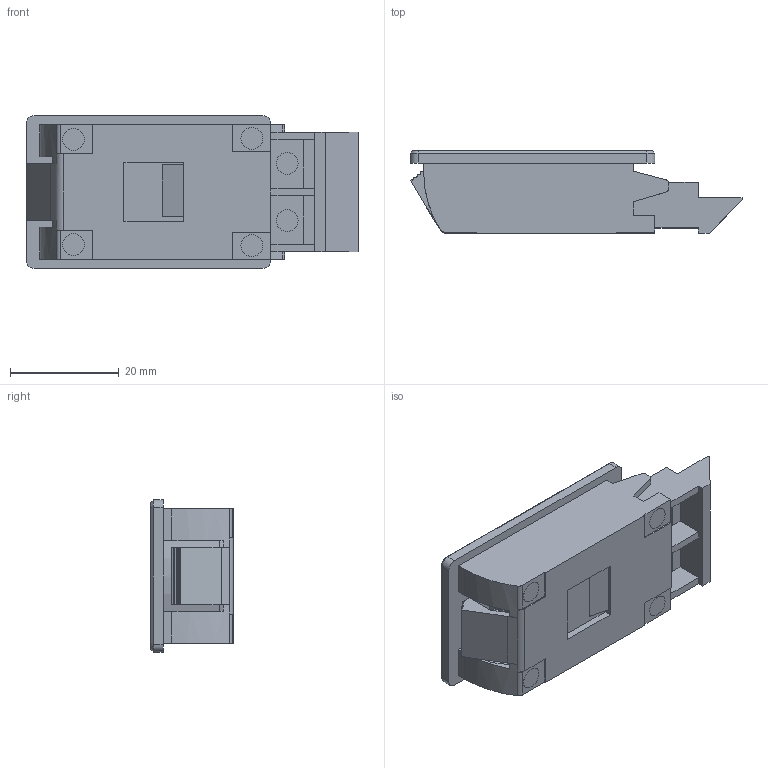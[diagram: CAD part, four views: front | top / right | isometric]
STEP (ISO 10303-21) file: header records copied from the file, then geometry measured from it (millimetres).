
FILE_DESCRIPTION (( 'STEP AP214' ), '1' );
FILE_NAME ('SK4-014H.STEP', '2023-04-06T03:26:51', ( '微软用户' ), ( '微软中国' ), 'SwSTEP 2.0', 'SolidWorks 2020', '' );
FILE_SCHEMA (( 'AUTOMOTIVE_DESIGN' ));
Length unit declared in the file: millimetre
Products named in the file (6): SK4-014B^sk4-014_asm_SK4-014H_SK4-014B_SK4-014H; SK4-014H; TH^sk4-014_asm_SK4-014H_SK4-014B_SK4-014H; sk4-014_asm^SK4-014H_SK4-014B_SK4-014H; SK4-014B^SK4-014H; SK4-014H^SK4-014B_SK4-014H
Assembly tree (5 placements, depth 5):
  SK4-014H
    SK4-014B^SK4-014H
      SK4-014H^SK4-014B_SK4-014H
        sk4-014_asm^SK4-014H_SK4-014B_SK4-014H
          SK4-014B^sk4-014_asm_SK4-014H_SK4-014B_SK4-014H
          TH^sk4-014_asm_SK4-014H_SK4-014B_SK4-014H
Bounding box: 61 x 15.2 x 28 mm (x, y, z)
Volume: 9490 mm3; surface area: 9774.3 mm2
Topology: 2 solids, 2 shells, 203 faces, 525 edges, 336 vertices
Faces by surface type: plane 131, cylinder 50, torus 10, bspline 8, cone 4
Entity records: 8525 total; most frequent: CARTESIAN_POINT 3345, ORIENTED_EDGE 1050, DIRECTION 1039, EDGE_CURVE 525, VECTOR 379, LINE 379, VERTEX_POINT 336, AXIS2_PLACEMENT_3D 330
